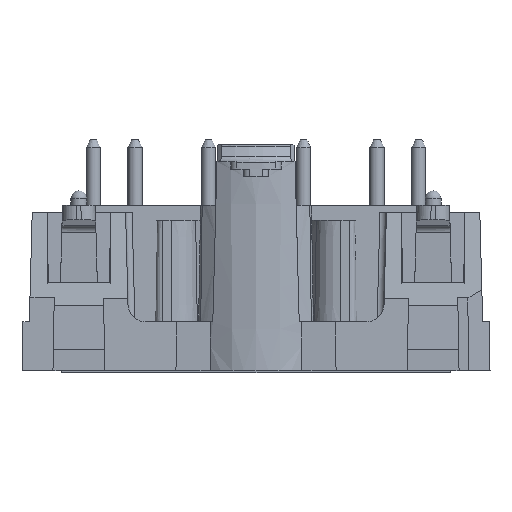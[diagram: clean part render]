
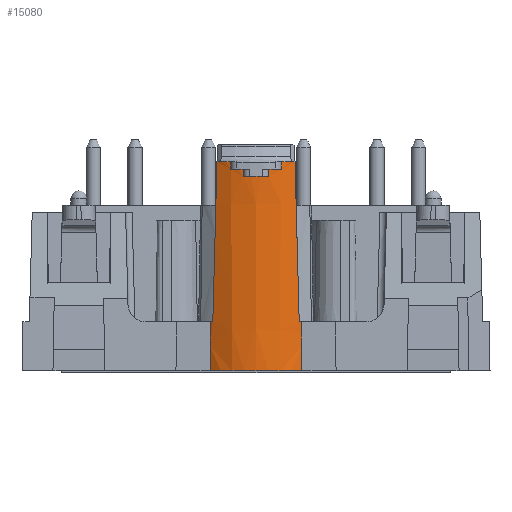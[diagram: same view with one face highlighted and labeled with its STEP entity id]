
A CAD part, left-side view. The second image highlights one B-rep face of the part: STEP entity #15080.
In plain terms, the highlighted conical face has half-angle 0.516 degrees and reference radius 5.5 mm.
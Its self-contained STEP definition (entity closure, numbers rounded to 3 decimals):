
#131=B_SPLINE_CURVE_WITH_KNOTS('',3,(#21641,#21642,#21643,#21644,#21645,
#21646,#21647),.UNSPECIFIED.,.F.,.F.,(4,3,4),(0.002,0.002,
0.002),.UNSPECIFIED.);
#132=B_SPLINE_CURVE_WITH_KNOTS('',3,(#21651,#21652,#21653,#21654,#21655,
#21656,#21657),.UNSPECIFIED.,.F.,.F.,(4,3,4),(0.002,0.002,
0.002),.UNSPECIFIED.);
#133=B_SPLINE_CURVE_WITH_KNOTS('',3,(#21661,#21662,#21663,#21664,#21665,
#21666,#21667),.UNSPECIFIED.,.F.,.F.,(4,3,4),(0.002,0.002,
0.003),.UNSPECIFIED.);
#134=B_SPLINE_CURVE_WITH_KNOTS('',3,(#21671,#21672,#21673,#21674,#21675,
#21676,#21677),.UNSPECIFIED.,.F.,.F.,(4,3,4),(0.002,0.002,
0.002),.UNSPECIFIED.);
#420=ELLIPSE('',#15973,248.172,3.71);
#436=ELLIPSE('',#16037,283.039,6.957);
#437=ELLIPSE('',#16042,283.039,6.957);
#438=ELLIPSE('',#16043,248.172,3.71);
#2768=CONICAL_SURFACE('',#16036,5.5,0.009);
#4331=ORIENTED_EDGE('',*,*,#6227,.F.);
#4332=ORIENTED_EDGE('',*,*,#6883,.F.);
#4333=ORIENTED_EDGE('',*,*,#6823,.T.);
#4334=ORIENTED_EDGE('',*,*,#6991,.F.);
#4335=ORIENTED_EDGE('',*,*,#6860,.T.);
#4336=ORIENTED_EDGE('',*,*,#6992,.T.);
#4337=ORIENTED_EDGE('',*,*,#6993,.T.);
#4338=ORIENTED_EDGE('',*,*,#6994,.T.);
#4339=ORIENTED_EDGE('',*,*,#6995,.T.);
#4340=ORIENTED_EDGE('',*,*,#6996,.T.);
#4341=ORIENTED_EDGE('',*,*,#6997,.T.);
#4342=ORIENTED_EDGE('',*,*,#6998,.T.);
#4343=ORIENTED_EDGE('',*,*,#6999,.T.);
#4344=ORIENTED_EDGE('',*,*,#7000,.F.);
#4345=ORIENTED_EDGE('',*,*,#6828,.T.);
#4346=ORIENTED_EDGE('',*,*,#7001,.T.);
#6227=EDGE_CURVE('',#7889,#7890,#8942,.F.);
#6823=EDGE_CURVE('',#8296,#8297,#9032,.T.);
#6828=EDGE_CURVE('',#8298,#8302,#9035,.T.);
#6860=EDGE_CURVE('',#8333,#8332,#9052,.T.);
#6883=EDGE_CURVE('',#8296,#7889,#420,.T.);
#6991=EDGE_CURVE('',#8333,#8297,#436,.F.);
#6992=EDGE_CURVE('',#8332,#8404,#131,.T.);
#6993=EDGE_CURVE('',#8404,#8405,#9055,.T.);
#6994=EDGE_CURVE('',#8405,#8406,#132,.T.);
#6995=EDGE_CURVE('',#8406,#8407,#9056,.T.);
#6996=EDGE_CURVE('',#8407,#8408,#133,.T.);
#6997=EDGE_CURVE('',#8408,#8409,#9057,.T.);
#6998=EDGE_CURVE('',#8409,#8410,#134,.T.);
#6999=EDGE_CURVE('',#8410,#8411,#9058,.T.);
#7000=EDGE_CURVE('',#8298,#8411,#437,.F.);
#7001=EDGE_CURVE('',#8302,#7890,#438,.F.);
#7889=VERTEX_POINT('',#19793);
#7890=VERTEX_POINT('',#19795);
#8296=VERTEX_POINT('',#21269);
#8297=VERTEX_POINT('',#21272);
#8298=VERTEX_POINT('',#21276);
#8302=VERTEX_POINT('',#21283);
#8332=VERTEX_POINT('',#21348);
#8333=VERTEX_POINT('',#21350);
#8404=VERTEX_POINT('',#21648);
#8405=VERTEX_POINT('',#21650);
#8406=VERTEX_POINT('',#21658);
#8407=VERTEX_POINT('',#21660);
#8408=VERTEX_POINT('',#21668);
#8409=VERTEX_POINT('',#21670);
#8410=VERTEX_POINT('',#21678);
#8411=VERTEX_POINT('',#21680);
#8942=CIRCLE('',#15564,5.469);
#9032=CIRCLE('',#15928,5.5);
#9035=CIRCLE('',#15933,5.5);
#9052=CIRCLE('',#15956,5.6);
#9055=CIRCLE('',#16038,5.595);
#9056=CIRCLE('',#16039,5.591);
#9057=CIRCLE('',#16040,5.595);
#9058=CIRCLE('',#16041,5.6);
#9472=EDGE_LOOP('',(#4331,#4332,#4333,#4334,#4335,#4336,#4337,#4338,#4339,
#4340,#4341,#4342,#4343,#4344,#4345,#4346));
#10288=FACE_BOUND('',#9472,.T.);
#15080=ADVANCED_FACE('',(#10288),#2768,.T.);
#15564=AXIS2_PLACEMENT_3D('',#19794,#16669,#16670);
#15928=AXIS2_PLACEMENT_3D('',#21273,#17791,#17792);
#15933=AXIS2_PLACEMENT_3D('',#21284,#17802,#17803);
#15956=AXIS2_PLACEMENT_3D('',#21349,#17860,#17861);
#15973=AXIS2_PLACEMENT_3D('',#21396,#17905,#17906);
#16036=AXIS2_PLACEMENT_3D('',#21639,#18121,#18122);
#16037=AXIS2_PLACEMENT_3D('',#21640,#18123,#18124);
#16038=AXIS2_PLACEMENT_3D('',#21649,#18125,#18126);
#16039=AXIS2_PLACEMENT_3D('',#21659,#18127,#18128);
#16040=AXIS2_PLACEMENT_3D('',#21669,#18129,#18130);
#16041=AXIS2_PLACEMENT_3D('',#21679,#18131,#18132);
#16042=AXIS2_PLACEMENT_3D('',#21681,#18133,#18134);
#16043=AXIS2_PLACEMENT_3D('',#21682,#18135,#18136);
#16669=DIRECTION('',(0.,0.,1.));
#16670=DIRECTION('',(1.,0.,0.));
#17791=DIRECTION('',(0.,0.,-1.));
#17792=DIRECTION('',(-1.,0.,0.));
#17802=DIRECTION('',(0.,0.,-1.));
#17803=DIRECTION('',(-1.,0.,0.));
#17860=DIRECTION('',(0.,0.,-1.));
#17861=DIRECTION('',(-1.,0.,0.));
#17905=DIRECTION('',(1.,0.,0.017));
#17906=DIRECTION('',(-0.017,0.,1.));
#18121=DIRECTION('',(0.,0.,1.));
#18122=DIRECTION('',(-1.,0.,0.));
#18123=DIRECTION('',(0.,1.,-0.026));
#18124=DIRECTION('',(0.,0.026,1.));
#18125=DIRECTION('',(0.,0.,-1.));
#18126=DIRECTION('',(-1.,0.,0.));
#18127=DIRECTION('',(0.,0.,-1.));
#18128=DIRECTION('',(-1.,0.,0.));
#18129=DIRECTION('',(0.,0.,-1.));
#18130=DIRECTION('',(-1.,0.,0.));
#18131=DIRECTION('',(0.,0.,-1.));
#18132=DIRECTION('',(-1.,0.,0.));
#18133=DIRECTION('',(0.,-1.,-0.026));
#18134=DIRECTION('',(0.,-0.026,1.));
#18135=DIRECTION('',(1.,0.,0.017));
#18136=DIRECTION('',(-0.017,0.,1.));
#19793=CARTESIAN_POINT('',(-31.941,-3.193,0.));
#19794=CARTESIAN_POINT('',(-27.5,0.,0.));
#19795=CARTESIAN_POINT('',(-31.941,3.193,0.));
#21269=CARTESIAN_POINT('',(-32.,-3.162,3.4));
#21272=CARTESIAN_POINT('',(-32.11,-3.,3.4));
#21273=CARTESIAN_POINT('',(-27.5,0.,3.4));
#21276=CARTESIAN_POINT('',(-32.11,3.,3.4));
#21283=CARTESIAN_POINT('',(-32.,3.162,3.4));
#21284=CARTESIAN_POINT('',(-27.5,0.,3.4));
#21348=CARTESIAN_POINT('',(-32.82,-1.75,14.5));
#21349=CARTESIAN_POINT('',(-27.5,0.,14.5));
#21350=CARTESIAN_POINT('',(-32.401,-2.709,14.5));
#21396=CARTESIAN_POINT('',(-29.735,0.,-126.336));
#21639=CARTESIAN_POINT('',(-27.5,0.,3.4));
#21640=CARTESIAN_POINT('',(-27.5,2.549,215.309));
#21641=CARTESIAN_POINT('',(-32.82,-1.75,14.5));
#21642=CARTESIAN_POINT('',(-32.818,-1.75,14.383));
#21643=CARTESIAN_POINT('',(-32.817,-1.75,14.266));
#21644=CARTESIAN_POINT('',(-32.816,-1.75,14.15));
#21645=CARTESIAN_POINT('',(-32.816,-1.75,14.1));
#21646=CARTESIAN_POINT('',(-32.815,-1.75,14.05));
#21647=CARTESIAN_POINT('',(-32.815,-1.75,14.));
#21648=CARTESIAN_POINT('',(-32.815,-1.75,14.));
#21649=CARTESIAN_POINT('',(-27.5,0.,14.));
#21650=CARTESIAN_POINT('',(-33.023,-0.9,14.));
#21651=CARTESIAN_POINT('',(-33.023,-0.9,14.));
#21652=CARTESIAN_POINT('',(-33.021,-0.9,13.875));
#21653=CARTESIAN_POINT('',(-33.02,-0.9,13.75));
#21654=CARTESIAN_POINT('',(-33.019,-0.9,13.625));
#21655=CARTESIAN_POINT('',(-33.019,-0.9,13.583));
#21656=CARTESIAN_POINT('',(-33.018,-0.9,13.542));
#21657=CARTESIAN_POINT('',(-33.018,-0.9,13.5));
#21658=CARTESIAN_POINT('',(-33.018,-0.9,13.5));
#21659=CARTESIAN_POINT('',(-27.5,0.,13.5));
#21660=CARTESIAN_POINT('',(-33.018,0.9,13.5));
#21661=CARTESIAN_POINT('',(-33.018,0.9,13.5));
#21662=CARTESIAN_POINT('',(-33.018,0.9,13.542));
#21663=CARTESIAN_POINT('',(-33.019,0.9,13.583));
#21664=CARTESIAN_POINT('',(-33.019,0.9,13.625));
#21665=CARTESIAN_POINT('',(-33.02,0.9,13.75));
#21666=CARTESIAN_POINT('',(-33.021,0.9,13.875));
#21667=CARTESIAN_POINT('',(-33.023,0.9,14.));
#21668=CARTESIAN_POINT('',(-33.023,0.9,14.));
#21669=CARTESIAN_POINT('',(-27.5,0.,14.));
#21670=CARTESIAN_POINT('',(-32.815,1.75,14.));
#21671=CARTESIAN_POINT('',(-32.815,1.75,14.));
#21672=CARTESIAN_POINT('',(-32.815,1.75,14.05));
#21673=CARTESIAN_POINT('',(-32.816,1.75,14.1));
#21674=CARTESIAN_POINT('',(-32.816,1.75,14.15));
#21675=CARTESIAN_POINT('',(-32.817,1.75,14.266));
#21676=CARTESIAN_POINT('',(-32.818,1.75,14.383));
#21677=CARTESIAN_POINT('',(-32.82,1.75,14.5));
#21678=CARTESIAN_POINT('',(-32.82,1.75,14.5));
#21679=CARTESIAN_POINT('',(-27.5,0.,14.5));
#21680=CARTESIAN_POINT('',(-32.401,2.709,14.5));
#21681=CARTESIAN_POINT('',(-27.5,-2.549,215.309));
#21682=CARTESIAN_POINT('',(-29.735,0.,-126.336));
